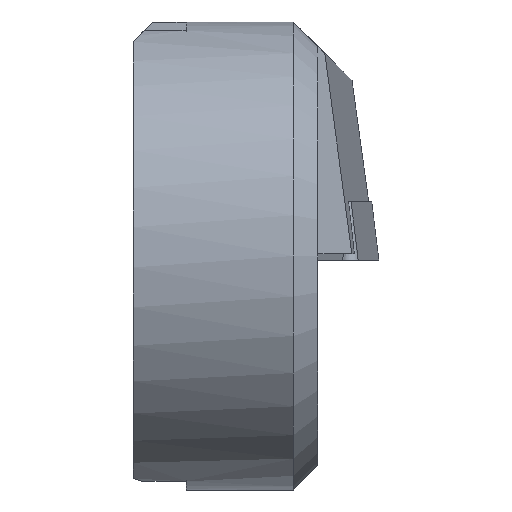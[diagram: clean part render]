
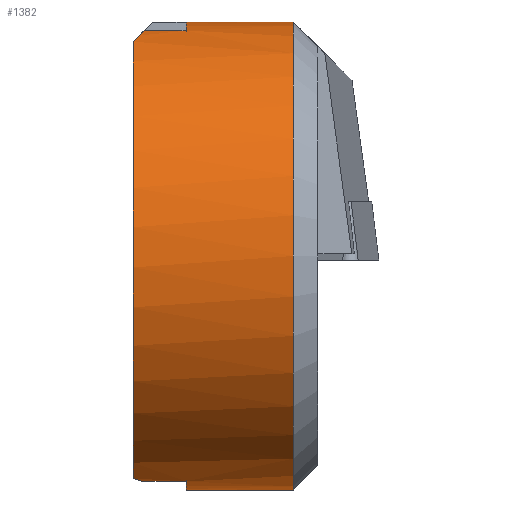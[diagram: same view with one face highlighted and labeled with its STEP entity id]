
A CAD part, left-side view. The second image highlights one B-rep face of the part: STEP entity #1382.
In plain terms, the highlighted cylindrical face has radius 9.5 mm (diameter 19 mm), a partial arc.
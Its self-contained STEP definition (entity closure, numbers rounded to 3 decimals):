
#584=VERTEX_POINT('NONE',#1647);
#606=VERTEX_POINT('',#1670);
#632=VERTEX_POINT('NONE',#1698);
#716=EDGE_CURVE('',#976,#606,#1795,.T.);
#902=VERTEX_POINT('NONE',#2003);
#954=EDGE_CURVE('NONE',#1540,#1550,#2058,.T.);
#966=EDGE_CURVE('NONE',#902,#1166,#2074,.T.);
#976=VERTEX_POINT('',#2087);
#984=EDGE_CURVE('NONE',#632,#1478,#2096,.T.);
#1028=VERTEX_POINT('NONE',#2144);
#1154=EDGE_CURVE('NONE',#606,#632,#2280,.T.);
#1166=VERTEX_POINT('NONE',#2293);
#1198=EDGE_CURVE('NONE',#1028,#902,#2326,.T.);
#1224=EDGE_CURVE('NONE',#584,#1540,#2356,.T.);
#1242=EDGE_CURVE('NONE',#1166,#584,#2374,.T.);
#1382=ADVANCED_FACE('NONE',(#2531),#2532,.T.);
#1438=EDGE_CURVE('NONE',#1478,#1028,#2589,.T.);
#1478=VERTEX_POINT('NONE',#2637);
#1540=VERTEX_POINT('NONE',#2708);
#1550=VERTEX_POINT('NONE',#2718);
#1554=EDGE_CURVE('NONE',#1550,#976,#2722,.T.);
#1647=CARTESIAN_POINT('',(-2.95,0.,-9.03));
#1670=CARTESIAN_POINT('',(0.,-6.5,-9.5));
#1698=CARTESIAN_POINT('',(0.,-6.5,9.5));
#1795=LINE('',#3036,#3037);
#2003=CARTESIAN_POINT('',(-2.55,-0.451,9.151));
#2058=LINE('',#3416,#3417);
#2074=(B_SPLINE_CURVE(3,(#3437,#3438,#3439,#3440),.UNSPECIFIED.,.F.,.F.)B_SPLINE_CURVE_WITH_KNOTS((4,4),(3.413,3.555),.UNSPECIFIED.)RATIONAL_B_SPLINE_CURVE((1.0,0.998,0.998,1.0))BOUNDED_CURVE()REPRESENTATION_ITEM('')GEOMETRIC_REPRESENTATION_ITEM()CURVE());
#2087=CARTESIAN_POINT('',(0.,-2.15,-9.5));
#2096=LINE('',#3470,#3471);
#2144=CARTESIAN_POINT('',(-2.55,-2.15,9.151));
#2280=CIRCLE('',#3723,9.5);
#2293=CARTESIAN_POINT('',(-3.816,0.0,8.7));
#2326=LINE('',#3786,#3787);
#2356=(B_SPLINE_CURVE(3,(#3831,#3832,#3833,#3834),.UNSPECIFIED.,.F.,.F.)B_SPLINE_CURVE_WITH_KNOTS((4,4),(1.255,1.299),.UNSPECIFIED.)RATIONAL_B_SPLINE_CURVE((1.0,1.,1.,1.0))BOUNDED_CURVE()REPRESENTATION_ITEM('')GEOMETRIC_REPRESENTATION_ITEM()CURVE());
#2374=CIRCLE('',#3867,9.5);
#2531=FACE_OUTER_BOUND('',#4075,.T.);
#2532=CYLINDRICAL_SURFACE('',#4076,9.5);
#2589=CIRCLE('',#4159,9.5);
#2637=CARTESIAN_POINT('',(0.,-2.15,9.5));
#2708=CARTESIAN_POINT('',(-2.55,-0.4,-9.151));
#2718=CARTESIAN_POINT('',(-2.55,-2.15,-9.151));
#2722=CIRCLE('',#4336,9.5);
#3036=CARTESIAN_POINT('',(0.,-3.25,-9.5));
#3037=VECTOR('',#4615,1.0);
#3416=CARTESIAN_POINT('',(-2.55,-7.5,-9.151));
#3417=VECTOR('',#4926,1000.0);
#3437=CARTESIAN_POINT('',(-2.55,-0.451,9.151));
#3438=CARTESIAN_POINT('',(-2.982,-0.331,9.031));
#3439=CARTESIAN_POINT('',(-3.405,-0.18,8.88));
#3440=CARTESIAN_POINT('',(-3.816,0.0,8.7));
#3470=CARTESIAN_POINT('',(0.,-25.0,9.5));
#3471=VECTOR('',#4989,1000.0);
#3723=AXIS2_PLACEMENT_3D('',#5208,#5209,#5210);
#3786=CARTESIAN_POINT('',(-2.55,-7.5,9.151));
#3787=VECTOR('',#5240,1000.0);
#3831=CARTESIAN_POINT('',(-2.95,0.,-9.03));
#3832=CARTESIAN_POINT('',(-2.818,-0.132,-9.074));
#3833=CARTESIAN_POINT('',(-2.684,-0.266,-9.114));
#3834=CARTESIAN_POINT('',(-2.55,-0.4,-9.151));
#3867=AXIS2_PLACEMENT_3D('',#5300,#5301,#5302);
#4075=EDGE_LOOP('',(#5481,#5482,#5483,#5484,#5485,#5486,#5487,#5488,#5489,#5490));
#4076=AXIS2_PLACEMENT_3D('',#5491,#5492,#5493);
#4159=AXIS2_PLACEMENT_3D('',#5541,#5542,#5543);
#4336=AXIS2_PLACEMENT_3D('',#5724,#5725,#5726);
#4615=DIRECTION('',(0.0,-1.0,0.0));
#4926=DIRECTION('',(0.0,-1.0,0.0));
#4989=DIRECTION('',(-0.0,1.0,0.0));
#5208=CARTESIAN_POINT('',(0.0,-6.5,0.0));
#5209=DIRECTION('',(0.0,1.0,0.0));
#5210=DIRECTION('',(0.0,0.0,-1.0));
#5240=DIRECTION('',(-0.0,1.0,0.0));
#5300=CARTESIAN_POINT('',(0.0,0.0,0.0));
#5301=DIRECTION('',(0.0,-1.0,0.0));
#5302=DIRECTION('',(0.0,0.0,-1.0));
#5481=ORIENTED_EDGE('',*,*,#716,.T.);
#5482=ORIENTED_EDGE('',*,*,#1154,.T.);
#5483=ORIENTED_EDGE('',*,*,#984,.T.);
#5484=ORIENTED_EDGE('',*,*,#1438,.T.);
#5485=ORIENTED_EDGE('',*,*,#1198,.T.);
#5486=ORIENTED_EDGE('',*,*,#966,.T.);
#5487=ORIENTED_EDGE('',*,*,#1242,.T.);
#5488=ORIENTED_EDGE('',*,*,#1224,.T.);
#5489=ORIENTED_EDGE('',*,*,#954,.T.);
#5490=ORIENTED_EDGE('',*,*,#1554,.T.);
#5491=CARTESIAN_POINT('',(0.0,-7.5,0.0));
#5492=DIRECTION('',(-0.0,1.0,-0.0));
#5493=DIRECTION('',(0.0,0.0,1.0));
#5541=CARTESIAN_POINT('',(0.0,-2.15,0.0));
#5542=DIRECTION('',(0.0,-1.0,0.0));
#5543=DIRECTION('',(0.0,0.0,-1.0));
#5724=CARTESIAN_POINT('',(0.0,-2.15,0.0));
#5725=DIRECTION('',(0.0,-1.0,0.0));
#5726=DIRECTION('',(0.0,0.0,-1.0));
